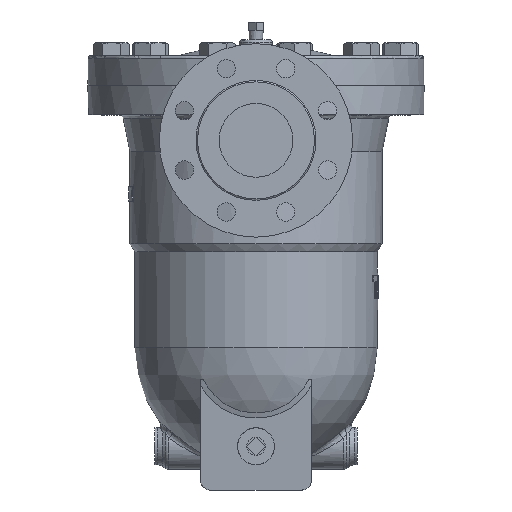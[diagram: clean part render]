
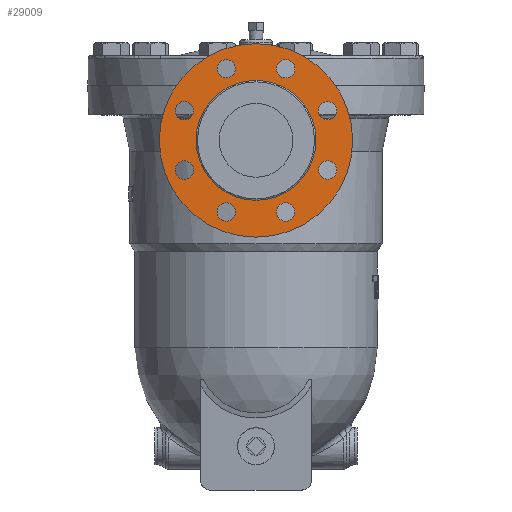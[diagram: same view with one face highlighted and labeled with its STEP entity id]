
A CAD part, left-side view. The second image highlights one B-rep face of the part: STEP entity #29009.
In plain terms, the highlighted planar face has unit normal (-1, 0, 0).
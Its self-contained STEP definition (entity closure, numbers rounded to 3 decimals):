
#28890=CARTESIAN_POINT('',(-260.4,0.0,45.));
#28891=VERTEX_POINT('',#28890);
#28892=CARTESIAN_POINT('',(-260.4,0.0,-60.));
#28893=DIRECTION('',(-1.0,0.0,0.0));
#28894=DIRECTION('',(0.0,0.0,1.0));
#28895=AXIS2_PLACEMENT_3D('',#28892,#28893,#28894);
#28896=CIRCLE('',#28895,105.);
#28897=EDGE_CURVE('',#28891,#28891,#28896,.T.);
#28902=CARTESIAN_POINT('',(-260.4,0.0,24.25));
#28903=DIRECTION('',(-1.0,0.0,0.0));
#28904=DIRECTION('',(0.0,0.0,1.0));
#28905=AXIS2_PLACEMENT_3D('',#28902,#28903,#28904);
#28906=PLANE('',#28905);
#28907=ORIENTED_EDGE('',*,*,#28897,.T.);
#28908=EDGE_LOOP('',(#28907));
#28909=FACE_OUTER_BOUND('',#28908,.T.);
#28910=CARTESIAN_POINT('',(-260.4,-39.274,24.816));
#28911=VERTEX_POINT('',#28910);
#28912=CARTESIAN_POINT('',(-260.4,-32.203,17.744));
#28913=DIRECTION('',(1.0,0.,0.));
#28914=DIRECTION('',(0.,-0.707,0.707));
#28915=AXIS2_PLACEMENT_3D('',#28912,#28913,#28914);
#28916=CIRCLE('',#28915,10.0);
#28917=EDGE_CURVE('',#28911,#28911,#28916,.T.);
#28918=ORIENTED_EDGE('',*,*,#28917,.T.);
#28919=EDGE_LOOP('',(#28918));
#28920=FACE_BOUND('',#28919,.T.);
#28921=CARTESIAN_POINT('',(-260.4,-87.744,-27.797));
#28922=VERTEX_POINT('',#28921);
#28923=CARTESIAN_POINT('',(-260.4,-77.744,-27.797));
#28924=DIRECTION('',(1.0,0.0,0.0));
#28925=DIRECTION('',(0.0,-1.0,0.0));
#28926=AXIS2_PLACEMENT_3D('',#28923,#28924,#28925);
#28927=CIRCLE('',#28926,10.0);
#28928=EDGE_CURVE('',#28922,#28922,#28927,.T.);
#28929=ORIENTED_EDGE('',*,*,#28928,.T.);
#28930=EDGE_LOOP('',(#28929));
#28931=FACE_BOUND('',#28930,.T.);
#28932=CARTESIAN_POINT('',(-260.4,-84.816,-99.274));
#28933=VERTEX_POINT('',#28932);
#28934=CARTESIAN_POINT('',(-260.4,-77.744,-92.203));
#28935=DIRECTION('',(1.0,0.,0.));
#28936=DIRECTION('',(0.,-0.707,-0.707));
#28937=AXIS2_PLACEMENT_3D('',#28934,#28935,#28936);
#28938=CIRCLE('',#28937,10.0);
#28939=EDGE_CURVE('',#28933,#28933,#28938,.T.);
#28940=ORIENTED_EDGE('',*,*,#28939,.T.);
#28941=EDGE_LOOP('',(#28940));
#28942=FACE_BOUND('',#28941,.T.);
#28943=CARTESIAN_POINT('',(-260.4,87.744,-92.203));
#28944=VERTEX_POINT('',#28943);
#28945=CARTESIAN_POINT('',(-260.4,77.744,-92.203));
#28946=DIRECTION('',(1.0,0.0,0.0));
#28947=DIRECTION('',(0.0,1.0,0.0));
#28948=AXIS2_PLACEMENT_3D('',#28945,#28946,#28947);
#28949=CIRCLE('',#28948,10.0);
#28950=EDGE_CURVE('',#28944,#28944,#28949,.T.);
#28951=ORIENTED_EDGE('',*,*,#28950,.T.);
#28952=EDGE_LOOP('',(#28951));
#28953=FACE_BOUND('',#28952,.T.);
#28954=CARTESIAN_POINT('',(-260.4,84.816,-20.726));
#28955=VERTEX_POINT('',#28954);
#28956=CARTESIAN_POINT('',(-260.4,77.744,-27.797));
#28957=DIRECTION('',(1.0,0.,0.));
#28958=DIRECTION('',(0.,0.707,0.707));
#28959=AXIS2_PLACEMENT_3D('',#28956,#28957,#28958);
#28960=CIRCLE('',#28959,10.0);
#28961=EDGE_CURVE('',#28955,#28955,#28960,.T.);
#28962=ORIENTED_EDGE('',*,*,#28961,.T.);
#28963=EDGE_LOOP('',(#28962));
#28964=FACE_BOUND('',#28963,.T.);
#28965=CARTESIAN_POINT('',(-260.4,32.203,27.744));
#28966=VERTEX_POINT('',#28965);
#28967=CARTESIAN_POINT('',(-260.4,32.203,17.744));
#28968=DIRECTION('',(1.0,0.0,0.0));
#28969=DIRECTION('',(0.0,0.0,1.0));
#28970=AXIS2_PLACEMENT_3D('',#28967,#28968,#28969);
#28971=CIRCLE('',#28970,10.0);
#28972=EDGE_CURVE('',#28966,#28966,#28971,.T.);
#28973=ORIENTED_EDGE('',*,*,#28972,.T.);
#28974=EDGE_LOOP('',(#28973));
#28975=FACE_BOUND('',#28974,.T.);
#28976=CARTESIAN_POINT('',(-260.4,0.,5.1));
#28977=VERTEX_POINT('',#28976);
#28978=CARTESIAN_POINT('',(-260.4,0.0,-60.));
#28979=DIRECTION('',(-1.0,0.0,0.0));
#28980=DIRECTION('',(0.0,0.0,-1.0));
#28981=AXIS2_PLACEMENT_3D('',#28978,#28979,#28980);
#28982=CIRCLE('',#28981,65.1);
#28983=EDGE_CURVE('',#28977,#28977,#28982,.T.);
#28984=ORIENTED_EDGE('',*,*,#28983,.F.);
#28985=EDGE_LOOP('',(#28984));
#28986=FACE_BOUND('',#28985,.T.);
#28987=CARTESIAN_POINT('',(-260.4,-32.203,-147.744));
#28988=VERTEX_POINT('',#28987);
#28989=CARTESIAN_POINT('',(-260.4,-32.203,-137.744));
#28990=DIRECTION('',(1.0,0.0,0.0));
#28991=DIRECTION('',(0.0,0.0,-1.0));
#28992=AXIS2_PLACEMENT_3D('',#28989,#28990,#28991);
#28993=CIRCLE('',#28992,10.0);
#28994=EDGE_CURVE('',#28988,#28988,#28993,.T.);
#28995=ORIENTED_EDGE('',*,*,#28994,.T.);
#28996=EDGE_LOOP('',(#28995));
#28997=FACE_BOUND('',#28996,.T.);
#28998=CARTESIAN_POINT('',(-260.4,39.274,-144.816));
#28999=VERTEX_POINT('',#28998);
#29000=CARTESIAN_POINT('',(-260.4,32.203,-137.744));
#29001=DIRECTION('',(1.0,0.,0.));
#29002=DIRECTION('',(0.,0.707,-0.707));
#29003=AXIS2_PLACEMENT_3D('',#29000,#29001,#29002);
#29004=CIRCLE('',#29003,10.0);
#29005=EDGE_CURVE('',#28999,#28999,#29004,.T.);
#29006=ORIENTED_EDGE('',*,*,#29005,.T.);
#29007=EDGE_LOOP('',(#29006));
#29008=FACE_BOUND('',#29007,.T.);
#29009=ADVANCED_FACE('',(#28909,#28920,#28931,#28942,#28953,#28964,#28975,#28986,#28997,#29008),#28906,.T.);
